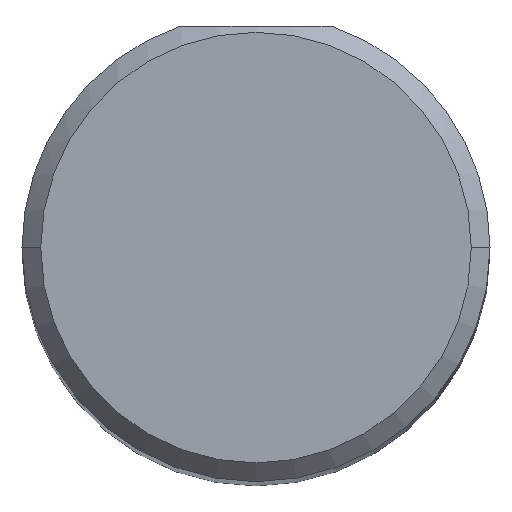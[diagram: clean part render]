
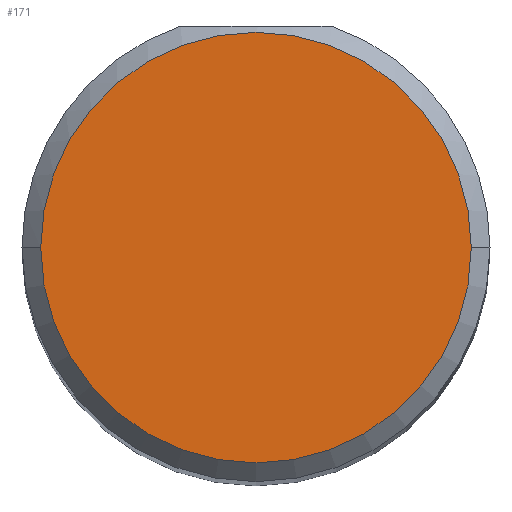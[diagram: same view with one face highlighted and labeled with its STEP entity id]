
A CAD part, top view. The second image highlights one B-rep face of the part: STEP entity #171.
In plain terms, the highlighted planar face has unit normal (0, 0, 1).
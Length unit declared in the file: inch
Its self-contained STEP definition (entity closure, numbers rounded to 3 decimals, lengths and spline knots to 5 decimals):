
#87 = DIRECTION ( 'NONE',  ( 1., 0., 0. ) ) ;
#104 = DIRECTION ( 'NONE',  ( 0., 0., 1. ) ) ;
#171 = ADVANCED_FACE ( 'NONE', ( #1251 ), #221, .T. ) ;
#221 = PLANE ( 'NONE',  #401 ) ;
#322 = AXIS2_PLACEMENT_3D ( 'NONE', #1160, #577, #689 ) ;
#369 = ORIENTED_EDGE ( 'NONE', *, *, #955, .T. ) ;
#401 = AXIS2_PLACEMENT_3D ( 'NONE', #1353, #104, #87 ) ;
#409 = DIRECTION ( 'NONE',  ( 1., 0., 0. ) ) ;
#577 = DIRECTION ( 'NONE',  ( 0., 0., 1. ) ) ;
#608 = CARTESIAN_POINT ( 'NONE',  ( 0.1725, 0., 4. ) ) ;
#689 = DIRECTION ( 'NONE',  ( 1., 0., 0. ) ) ;
#772 = CIRCLE ( 'NONE', #322, 0.1725 ) ;
#843 = EDGE_CURVE ( 'NONE', #953, #1089, #772, .T. ) ;
#847 = AXIS2_PLACEMENT_3D ( 'NONE', #1079, #916, #409 ) ;
#916 = DIRECTION ( 'NONE',  ( 0., 0., 1. ) ) ;
#953 = VERTEX_POINT ( 'NONE', #608 ) ;
#955 = EDGE_CURVE ( 'NONE', #1089, #953, #1359, .T. ) ;
#1079 = CARTESIAN_POINT ( 'NONE',  ( 0., 0., 4. ) ) ;
#1089 = VERTEX_POINT ( 'NONE', #1443 ) ;
#1160 = CARTESIAN_POINT ( 'NONE',  ( 0., 0., 4. ) ) ;
#1206 = EDGE_LOOP ( 'NONE', ( #369, #1232 ) ) ;
#1232 = ORIENTED_EDGE ( 'NONE', *, *, #843, .T. ) ;
#1251 = FACE_OUTER_BOUND ( 'NONE', #1206, .T. ) ;
#1353 = CARTESIAN_POINT ( 'NONE',  ( 0., 0., 4. ) ) ;
#1359 = CIRCLE ( 'NONE', #847, 0.1725 ) ;
#1443 = CARTESIAN_POINT ( 'NONE',  ( -0.1725, 0., 4. ) ) ;
